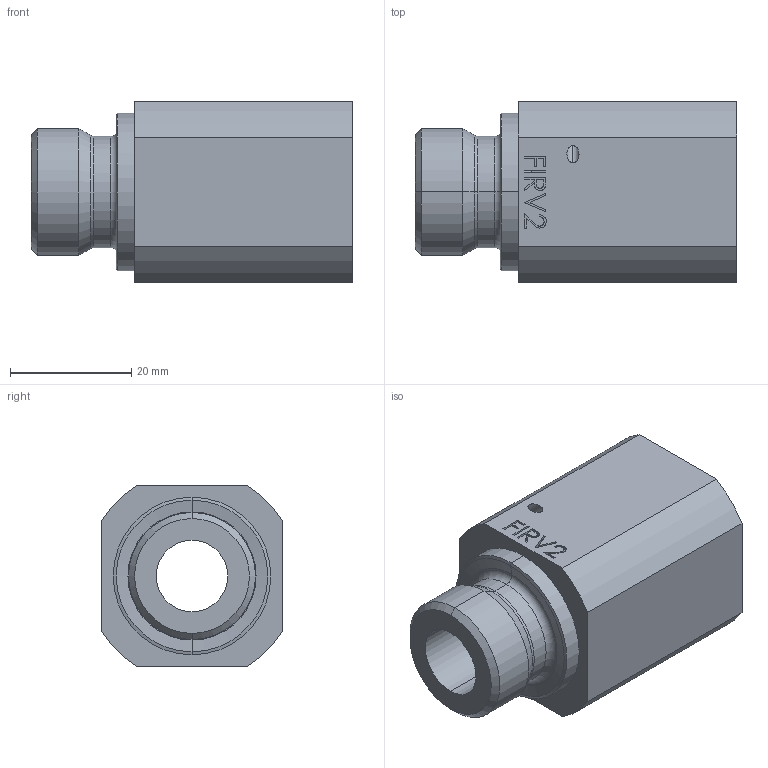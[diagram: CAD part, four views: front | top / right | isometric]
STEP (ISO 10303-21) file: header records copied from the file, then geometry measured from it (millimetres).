
FILE_DESCRIPTION (( 'STEP AP214' ), '1' );
FILE_NAME ('FIRV2_251489.STEP', '2015-07-17T08:27:48', ( 'Admin1' ), ( '' ), 'SwSTEP 2.0', 'SolidWorks 2014', '' );
FILE_SCHEMA (( 'AUTOMOTIVE_DESIGN' ));
Length unit declared in the file: millimetre
Products named in the file (1): FIRV2_251489
Bounding box: 53 x 30 x 30 mm (x, y, z)
Surface area: 8133.5 mm2 (no closed solid volume)
Topology: 0 solids, 3 shells, 99 faces, 253 edges, 162 vertices
Faces by surface type: plane 50, cylinder 18, cone 14, bspline 11, torus 6
Entity records: 4733 total; most frequent: CARTESIAN_POINT 1266, ORIENTED_EDGE 486, DIRECTION 463, EDGE_CURVE 253, LINE 169, VECTOR 169, VERTEX_POINT 162, AXIS2_PLACEMENT_3D 147
